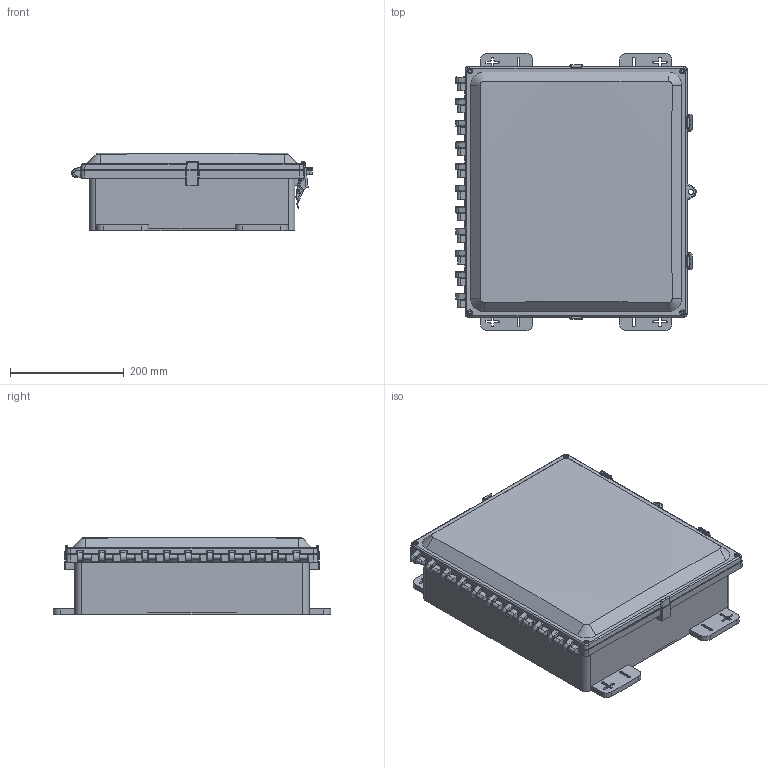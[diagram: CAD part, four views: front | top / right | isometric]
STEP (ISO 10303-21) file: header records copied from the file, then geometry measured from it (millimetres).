
FILE_DESCRIPTION (( 'STEP AP214' ), '1' );
FILE_NAME ('AH16144SS.STEP', '2024-03-08T11:58:56', ( '' ), ( '' ), 'SwSTEP 2.0', 'SolidWorks 2023', '' );
FILE_SCHEMA (( 'AUTOMOTIVE_DESIGN' ));
Length unit declared in the file: inch
Products named in the file (1): AH16144SS
Bounding box: 423.58 x 488.95 x 135.75 mm (x, y, z)
Volume: 2402336.2 mm3; surface area: 1151438.2 mm2
Topology: 10 solids, 10 shells, 1262 faces, 3385 edges, 2186 vertices
Faces by surface type: plane 565, cylinder 406, bspline 227, sphere 26, cone 22, torus 16
Full cylindrical faces by diameter (mm): 3.048 x2, 3.556 x8, 3.81 x4, 4.76 x21, 4.953 x4, 5.055 x2, 5.309 x4, 6.096 x2, 6.35 x4, 7.518 x4, 7.937 x11, 8.318 x11, 9.525 x2, 9.906 x4, 11.43 x1, 12.38 x21, 15.88 x4
Entity records: 54325 total; most frequent: CARTESIAN_POINT 25821, ORIENTED_EDGE 6384, DIRECTION 4887, EDGE_CURVE 3192, VERTEX_POINT 2135, LINE 1659, VECTOR 1659, AXIS2_PLACEMENT_3D 1614
